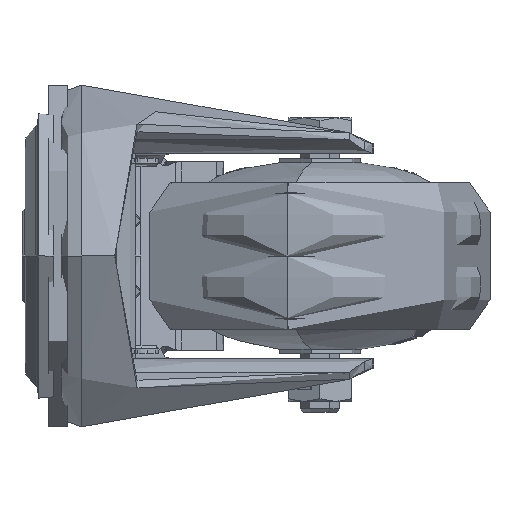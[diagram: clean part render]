
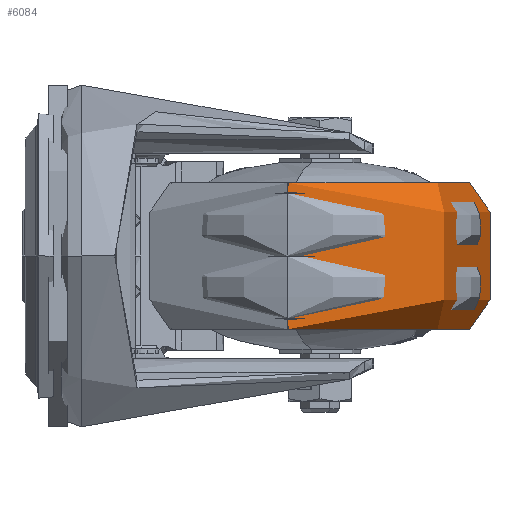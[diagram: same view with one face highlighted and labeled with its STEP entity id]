
A CAD part, left-side view. The second image highlights one B-rep face of the part: STEP entity #6084.
In plain terms, the highlighted free-form (B-spline) face has degree [3, 3] with [4, 4] control points.
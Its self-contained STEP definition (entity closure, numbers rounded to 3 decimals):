
#6084 = ADVANCED_FACE ( 'NONE', ( #80431 ), #23130, .F. ) ;
#8821 = CARTESIAN_POINT ( 'NONE',  ( -8.748, -51.27, -15. ) ) ;
#10218 = AXIS2_PLACEMENT_3D ( 'NONE', #89607, #54498, #32676 ) ;
#11689 = CIRCLE ( 'NONE', #10218, 32.25 ) ;
#11994 = CARTESIAN_POINT ( 'NONE',  ( 84.748, -70.73, 15. ) ) ;
#15433 = CARTESIAN_POINT ( 'NONE',  ( 65.288, -164.226, -15. ) ) ;
#17314 = CARTESIAN_POINT ( 'NONE',  ( 56.43, -130.718, 15. ) ) ;
#19159 = CARTESIAN_POINT ( 'NONE',  ( -28.208, -144.766, 15. ) ) ;
#19179 = ORIENTED_EDGE ( 'NONE', *, *, #42100, .T. ) ;
#19353 = CARTESIAN_POINT ( 'NONE',  ( 84.748, -70.73, 15. ) ) ;
#20314 = VERTEX_POINT ( 'NONE', #60406 ) ;
#22077 = CARTESIAN_POINT ( 'NONE',  ( 69.573, -67.572, -15. ) ) ;
#23130 =( BOUNDED_SURFACE ( )  B_SPLINE_SURFACE ( 3, 3, ( 
 ( #87035, #38181, #65738, #22077 ),
 ( #58622, #45236, #15433, #44339 ),
 ( #80900, #19159, #39571, #11994 ),
 ( #82761, #47612, #17314, #91247 ) ),
 .UNSPECIFIED., .F., .F., .F. ) 
 B_SPLINE_SURFACE_WITH_KNOTS ( ( 4, 4 ),
 ( 4, 4 ),
 ( 0., 1. ),
 ( 0., 1. ),
 .UNSPECIFIED. ) 
 GEOMETRIC_REPRESENTATION_ITEM ( )  RATIONAL_B_SPLINE_SURFACE ( (
 ( 1., 0.333, 0.333, 1.),
 ( 0.333, 0.111, 0.111, 0.333),
 ( 0.333, 0.111, 0.111, 0.333),
 ( 1., 0.333, 0.333, 1.) ) ) 
 REPRESENTATION_ITEM ( '' )  SURFACE ( )  );
#28737 = CARTESIAN_POINT ( 'NONE',  ( 6.427, -54.428, 15. ) ) ;
#30049 =( BOUNDED_CURVE ( )  B_SPLINE_CURVE ( 3, ( #54354, #8821, #73838, #66745 ),
 .UNSPECIFIED., .F., .F. ) 
 B_SPLINE_CURVE_WITH_KNOTS ( ( 4, 4 ),
 ( 0., 3.142 ),
 .UNSPECIFIED. ) 
 CURVE ( )  GEOMETRIC_REPRESENTATION_ITEM ( )  RATIONAL_B_SPLINE_CURVE ( ( 1., 0.333, 0.333, 1. ) ) 
 REPRESENTATION_ITEM ( '' )  );
#32676 = DIRECTION ( 'NONE',  ( 0.979, -0.204, 0. ) ) ;
#33836 = EDGE_CURVE ( 'NONE', #93858, #35925, #11689, .T. ) ;
#35925 = VERTEX_POINT ( 'NONE', #73345 ) ;
#36527 = ORIENTED_EDGE ( 'NONE', *, *, #33836, .T. ) ;
#38181 = CARTESIAN_POINT ( 'NONE',  ( -6.717, -117.575, -15. ) ) ;
#39571 = CARTESIAN_POINT ( 'NONE',  ( 65.288, -164.226, 15. ) ) ;
#42100 = EDGE_CURVE ( 'NONE', #35925, #20314, #66348, .T. ) ;
#44339 = CARTESIAN_POINT ( 'NONE',  ( 84.748, -70.73, -15. ) ) ;
#45236 = CARTESIAN_POINT ( 'NONE',  ( -28.208, -144.766, -15. ) ) ;
#46861 = EDGE_LOOP ( 'NONE', ( #92679, #36527, #19179, #76298 ) ) ;
#47612 = CARTESIAN_POINT ( 'NONE',  ( -6.717, -117.575, 15. ) ) ;
#53447 = DIRECTION ( 'NONE',  ( 0., 0., 1. ) ) ;
#54354 = CARTESIAN_POINT ( 'NONE',  ( 6.427, -54.428, -15. ) ) ;
#54498 = DIRECTION ( 'NONE',  ( 0., 0., 1. ) ) ;
#55184 = CARTESIAN_POINT ( 'NONE',  ( 38., -61., 15. ) ) ;
#57773 = CARTESIAN_POINT ( 'NONE',  ( 84.748, -70.73, -15. ) ) ;
#57776 = EDGE_CURVE ( 'NONE', #93858, #59579, #30049, .T. ) ;
#58622 = CARTESIAN_POINT ( 'NONE',  ( -8.748, -51.27, -15. ) ) ;
#59579 = VERTEX_POINT ( 'NONE', #28737 ) ;
#60406 = CARTESIAN_POINT ( 'NONE',  ( 69.573, -67.572, 15. ) ) ;
#63527 = EDGE_CURVE ( 'NONE', #59579, #20314, #82509, .T. ) ;
#64368 = AXIS2_PLACEMENT_3D ( 'NONE', #55184, #53447, #84588 ) ;
#64410 = CARTESIAN_POINT ( 'NONE',  ( 69.573, -67.572, -15. ) ) ;
#65738 = CARTESIAN_POINT ( 'NONE',  ( 56.43, -130.718, -15. ) ) ;
#66348 =( BOUNDED_CURVE ( )  B_SPLINE_CURVE ( 3, ( #64410, #57773, #19353, #93296 ),
 .UNSPECIFIED., .F., .F. ) 
 B_SPLINE_CURVE_WITH_KNOTS ( ( 4, 4 ),
 ( 0., 3.142 ),
 .UNSPECIFIED. ) 
 CURVE ( )  GEOMETRIC_REPRESENTATION_ITEM ( )  RATIONAL_B_SPLINE_CURVE ( ( 1., 0.333, 0.333, 1. ) ) 
 REPRESENTATION_ITEM ( '' )  );
#66745 = CARTESIAN_POINT ( 'NONE',  ( 6.427, -54.428, 15. ) ) ;
#73345 = CARTESIAN_POINT ( 'NONE',  ( 69.573, -67.572, -15. ) ) ;
#73838 = CARTESIAN_POINT ( 'NONE',  ( -8.748, -51.27, 15. ) ) ;
#76298 = ORIENTED_EDGE ( 'NONE', *, *, #63527, .F. ) ;
#79818 = CARTESIAN_POINT ( 'NONE',  ( 6.427, -54.428, -15. ) ) ;
#80431 = FACE_OUTER_BOUND ( 'NONE', #46861, .T. ) ;
#80900 = CARTESIAN_POINT ( 'NONE',  ( -8.748, -51.27, 15. ) ) ;
#82509 = CIRCLE ( 'NONE', #64368, 32.25 ) ;
#82761 = CARTESIAN_POINT ( 'NONE',  ( 6.427, -54.428, 15. ) ) ;
#84588 = DIRECTION ( 'NONE',  ( 0.979, -0.204, 0. ) ) ;
#87035 = CARTESIAN_POINT ( 'NONE',  ( 6.427, -54.428, -15. ) ) ;
#89607 = CARTESIAN_POINT ( 'NONE',  ( 38., -61., -15. ) ) ;
#91247 = CARTESIAN_POINT ( 'NONE',  ( 69.573, -67.572, 15. ) ) ;
#92679 = ORIENTED_EDGE ( 'NONE', *, *, #57776, .F. ) ;
#93296 = CARTESIAN_POINT ( 'NONE',  ( 69.573, -67.572, 15. ) ) ;
#93858 = VERTEX_POINT ( 'NONE', #79818 ) ;
